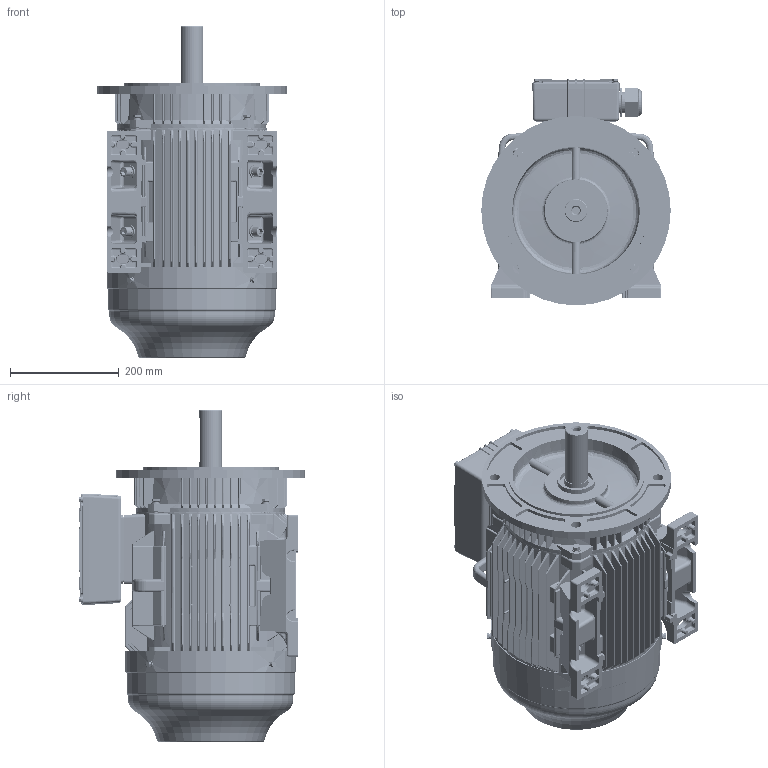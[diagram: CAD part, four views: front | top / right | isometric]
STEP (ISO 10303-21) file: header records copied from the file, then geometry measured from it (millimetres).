
FILE_DESCRIPTION (( 'STEP AP203' ), '1' );
FILE_NAME ('WE160MB35.STEP', '2017-06-14T06:54:34', ( 'Sky123.Org' ), ( 'Sky123.Org' ), 'SwSTEP 2.0', 'SolidWorks 2012', '' );
FILE_SCHEMA (( 'CONFIG_CONTROL_DESIGN' ));
Length unit declared in the file: millimetre
Products named in the file (1): WE160MB35
Bounding box: 348 x 416.71 x 609.99 mm (x, y, z)
Volume: 26324936.4 mm3; surface area: 2302998.1 mm2
Topology: 66 solids, 87 shells, 6839 faces, 17902 edges, 11210 vertices
Faces by surface type: cylinder 2662, plane 2319, bspline 1267, cone 559, torus 28, sphere 4
Entity records: 298949 total; most frequent: CARTESIAN_POINT 144376, ORIENTED_EDGE 35516, DIRECTION 27636, EDGE_CURVE 17758, VERTEX_POINT 11210, AXIS2_PLACEMENT_3D 10106, EDGE_LOOP 7540, LINE 7424
